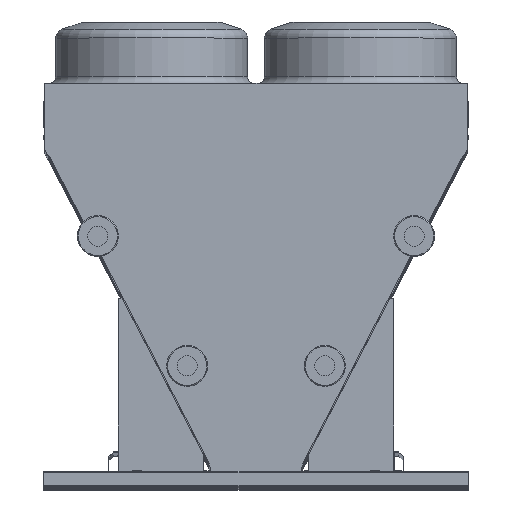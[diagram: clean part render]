
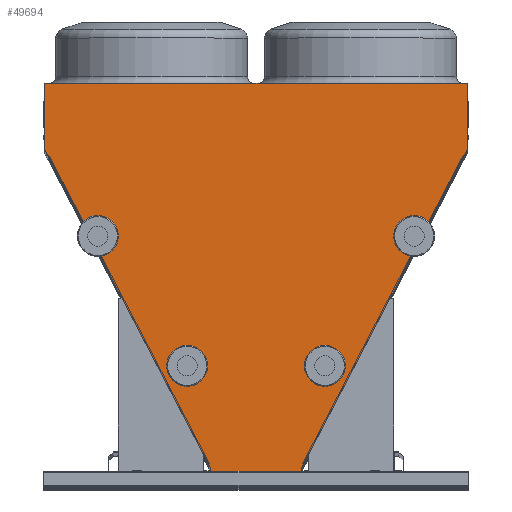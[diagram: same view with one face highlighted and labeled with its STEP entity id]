
A CAD part, top view. The second image highlights one B-rep face of the part: STEP entity #49694.
In plain terms, the highlighted planar face has unit normal (0, 0, 1).
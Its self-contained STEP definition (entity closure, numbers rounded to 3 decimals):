
#69 = ORIENTED_EDGE ( 'NONE', *, *, #39662, .T. ) ;
#131 = VERTEX_POINT ( 'NONE', #35723 ) ;
#380 = CARTESIAN_POINT ( 'NONE',  ( -279.893, 1.482, 0. ) ) ;
#580 = ORIENTED_EDGE ( 'NONE', *, *, #25807, .T. ) ;
#1262 = LINE ( 'NONE', #14735, #48850 ) ;
#1324 = DIRECTION ( 'NONE',  ( -1., 0., 0. ) ) ;
#1867 = LINE ( 'NONE', #49190, #37904 ) ;
#2331 = DIRECTION ( 'NONE',  ( 0., 1., 0. ) ) ;
#2456 = LINE ( 'NONE', #33265, #47317 ) ;
#2711 = VECTOR ( 'NONE', #13419, 1000. ) ;
#3290 = LINE ( 'NONE', #15170, #48169 ) ;
#3349 = LINE ( 'NONE', #51349, #12151 ) ;
#3451 = ORIENTED_EDGE ( 'NONE', *, *, #11741, .T. ) ;
#3669 = VECTOR ( 'NONE', #14714, 1000. ) ;
#4266 = CARTESIAN_POINT ( 'NONE',  ( 279.893, 1.482, 0. ) ) ;
#4377 = VERTEX_POINT ( 'NONE', #6343 ) ;
#4702 = EDGE_CURVE ( 'NONE', #10182, #131, #22862, .T. ) ;
#4933 = CARTESIAN_POINT ( 'NONE',  ( -246.893, 17.358, 0. ) ) ;
#6009 = AXIS2_PLACEMENT_3D ( 'NONE', #9851, #27350, #1324 ) ;
#6343 = CARTESIAN_POINT ( 'NONE',  ( -279.893, 0., 0. ) ) ;
#7125 = ORIENTED_EDGE ( 'NONE', *, *, #22038, .T. ) ;
#7385 = VECTOR ( 'NONE', #9303, 1000. ) ;
#7659 = ORIENTED_EDGE ( 'NONE', *, *, #13744, .T. ) ;
#8792 = DIRECTION ( 'NONE',  ( 0., -1., 0. ) ) ;
#9089 = VECTOR ( 'NONE', #48379, 1000. ) ;
#9303 = DIRECTION ( 'NONE',  ( 0., -1., 0. ) ) ;
#9342 = CARTESIAN_POINT ( 'NONE',  ( 245.39, 20.232, 0. ) ) ;
#9723 = EDGE_CURVE ( 'NONE', #23022, #38541, #1262, .T. ) ;
#9851 = CARTESIAN_POINT ( 'NONE',  ( 0., 0., 0. ) ) ;
#9996 = DIRECTION ( 'NONE',  ( 0., -1., 0. ) ) ;
#10027 = EDGE_CURVE ( 'NONE', #38541, #11397, #44038, .T. ) ;
#10182 = VERTEX_POINT ( 'NONE', #40385 ) ;
#10319 = CARTESIAN_POINT ( 'NONE',  ( 1127.607, 1711.053, 0. ) ) ;
#10450 = LINE ( 'NONE', #13566, #9089 ) ;
#10855 = CARTESIAN_POINT ( 'NONE',  ( 1136.15, 2083.62, 0. ) ) ;
#11272 = VECTOR ( 'NONE', #8792, 1000. ) ;
#11397 = VERTEX_POINT ( 'NONE', #24087 ) ;
#11741 = EDGE_CURVE ( 'NONE', #131, #54970, #10450, .T. ) ;
#11795 = DIRECTION ( 'NONE',  ( -1., 0., 0. ) ) ;
#12151 = VECTOR ( 'NONE', #12342, 1000. ) ;
#12342 = DIRECTION ( 'NONE',  ( 1., 0., 0. ) ) ;
#12368 = CARTESIAN_POINT ( 'NONE',  ( 279.893, 0., 0. ) ) ;
#12580 = EDGE_CURVE ( 'NONE', #13256, #32053, #17029, .T. ) ;
#12586 = ORIENTED_EDGE ( 'NONE', *, *, #4702, .T. ) ;
#13140 = VERTEX_POINT ( 'NONE', #34433 ) ;
#13212 = DIRECTION ( 'NONE',  ( 0.462, 0.887, 0. ) ) ;
#13256 = VERTEX_POINT ( 'NONE', #9342 ) ;
#13419 = DIRECTION ( 'NONE',  ( -1., 0., 0. ) ) ;
#13566 = CARTESIAN_POINT ( 'NONE',  ( -1127.739, 1711.053, 0. ) ) ;
#13744 = EDGE_CURVE ( 'NONE', #11397, #47258, #18944, .T. ) ;
#14381 = CARTESIAN_POINT ( 'NONE',  ( -279.893, 1.482, 0. ) ) ;
#14714 = DIRECTION ( 'NONE',  ( 0., 1., 0. ) ) ;
#14735 = CARTESIAN_POINT ( 'NONE',  ( -245.403, 20.223, 0. ) ) ;
#15170 = CARTESIAN_POINT ( 'NONE',  ( -1127.739, 1711.053, 0. ) ) ;
#15353 = EDGE_CURVE ( 'NONE', #47302, #10182, #2456, .T. ) ;
#15663 = VECTOR ( 'NONE', #13212, 1000. ) ;
#16798 = FACE_OUTER_BOUND ( 'NONE', #52116, .T. ) ;
#17029 = LINE ( 'NONE', #39251, #15663 ) ;
#17352 = CARTESIAN_POINT ( 'NONE',  ( 246.893, 1.482, 0. ) ) ;
#17656 = CARTESIAN_POINT ( 'NONE',  ( -246.893, 1.482, 0. ) ) ;
#17937 = VECTOR ( 'NONE', #51979, 1000. ) ;
#18216 = VECTOR ( 'NONE', #19780, 1000. ) ;
#18562 = PLANE ( 'NONE',  #6009 ) ;
#18710 = CARTESIAN_POINT ( 'NONE',  ( -279.893, 0., 0. ) ) ;
#18944 = LINE ( 'NONE', #4933, #7385 ) ;
#19214 = ORIENTED_EDGE ( 'NONE', *, *, #21184, .T. ) ;
#19306 = LINE ( 'NONE', #4266, #17937 ) ;
#19780 = DIRECTION ( 'NONE',  ( 0., 1., 0. ) ) ;
#21008 = CARTESIAN_POINT ( 'NONE',  ( -246.893, 17.358, 0. ) ) ;
#21119 = ORIENTED_EDGE ( 'NONE', *, *, #15353, .T. ) ;
#21184 = EDGE_CURVE ( 'NONE', #47258, #36922, #27215, .T. ) ;
#21194 = DIRECTION ( 'NONE',  ( -0.461, -0.887, 0. ) ) ;
#22038 = EDGE_CURVE ( 'NONE', #55527, #47302, #31182, .T. ) ;
#22049 = EDGE_CURVE ( 'NONE', #42699, #48920, #52942, .T. ) ;
#22218 = LINE ( 'NONE', #10319, #55570 ) ;
#22862 = LINE ( 'NONE', #39200, #11272 ) ;
#23022 = VERTEX_POINT ( 'NONE', #53478 ) ;
#23992 = ORIENTED_EDGE ( 'NONE', *, *, #41011, .T. ) ;
#24087 = CARTESIAN_POINT ( 'NONE',  ( -246.893, 17.358, 0. ) ) ;
#24183 = CARTESIAN_POINT ( 'NONE',  ( 279.893, 0., 0. ) ) ;
#24457 = LINE ( 'NONE', #36721, #46177 ) ;
#24856 = ORIENTED_EDGE ( 'NONE', *, *, #33170, .T. ) ;
#24903 = ORIENTED_EDGE ( 'NONE', *, *, #9723, .T. ) ;
#25807 = EDGE_CURVE ( 'NONE', #48920, #56036, #19306, .T. ) ;
#27215 = LINE ( 'NONE', #380, #2711 ) ;
#27350 = DIRECTION ( 'NONE',  ( 0., 0., -1. ) ) ;
#28227 = ORIENTED_EDGE ( 'NONE', *, *, #12580, .T. ) ;
#30609 = ORIENTED_EDGE ( 'NONE', *, *, #39441, .T. ) ;
#31182 = LINE ( 'NONE', #10855, #41355 ) ;
#31366 = CARTESIAN_POINT ( 'NONE',  ( -1127.739, 1711.053, 0. ) ) ;
#31792 = DIRECTION ( 'NONE',  ( 0.462, 0.887, 0. ) ) ;
#31824 = ORIENTED_EDGE ( 'NONE', *, *, #48017, .T. ) ;
#32053 = VERTEX_POINT ( 'NONE', #48900 ) ;
#32454 = VECTOR ( 'NONE', #21194, 1000. ) ;
#33170 = EDGE_CURVE ( 'NONE', #56036, #13140, #52630, .T. ) ;
#33265 = CARTESIAN_POINT ( 'NONE',  ( -1136.282, 2083.62, 0. ) ) ;
#34433 = CARTESIAN_POINT ( 'NONE',  ( 246.893, 17.358, 0. ) ) ;
#35289 = CARTESIAN_POINT ( 'NONE',  ( -245.403, 20.223, 0. ) ) ;
#35723 = CARTESIAN_POINT ( 'NONE',  ( -1136.282, 1727.462, 0. ) ) ;
#36721 = CARTESIAN_POINT ( 'NONE',  ( 1127.607, 1711.053, 0. ) ) ;
#36922 = VERTEX_POINT ( 'NONE', #14381 ) ;
#36928 = EDGE_CURVE ( 'NONE', #13140, #13256, #1867, .T. ) ;
#37224 = DIRECTION ( 'NONE',  ( 0.887, 0.462, 0. ) ) ;
#37904 = VECTOR ( 'NONE', #53548, 1000. ) ;
#38473 = ORIENTED_EDGE ( 'NONE', *, *, #22049, .T. ) ;
#38541 = VERTEX_POINT ( 'NONE', #35289 ) ;
#38842 = ORIENTED_EDGE ( 'NONE', *, *, #10027, .T. ) ;
#39200 = CARTESIAN_POINT ( 'NONE',  ( -1136.282, 1727.462, 0. ) ) ;
#39251 = CARTESIAN_POINT ( 'NONE',  ( 245.39, 20.232, 0. ) ) ;
#39441 = EDGE_CURVE ( 'NONE', #32053, #51992, #24457, .T. ) ;
#39662 = EDGE_CURVE ( 'NONE', #4377, #42699, #3349, .T. ) ;
#40385 = CARTESIAN_POINT ( 'NONE',  ( -1136.282, 2083.62, 0. ) ) ;
#40802 = LINE ( 'NONE', #18710, #51028 ) ;
#41011 = EDGE_CURVE ( 'NONE', #51992, #55527, #22218, .T. ) ;
#41081 = DIRECTION ( 'NONE',  ( 0.887, -0.462, 0. ) ) ;
#41355 = VECTOR ( 'NONE', #2331, 1000. ) ;
#41762 = ORIENTED_EDGE ( 'NONE', *, *, #36928, .T. ) ;
#42699 = VERTEX_POINT ( 'NONE', #12368 ) ;
#44038 = LINE ( 'NONE', #21008, #32454 ) ;
#45167 = DIRECTION ( 'NONE',  ( 0.462, -0.887, 0. ) ) ;
#45323 = CARTESIAN_POINT ( 'NONE',  ( 1127.607, 1711.053, 0. ) ) ;
#46177 = VECTOR ( 'NONE', #41081, 1000. ) ;
#46930 = CARTESIAN_POINT ( 'NONE',  ( 279.893, 1.482, 0. ) ) ;
#47258 = VERTEX_POINT ( 'NONE', #17656 ) ;
#47302 = VERTEX_POINT ( 'NONE', #48294 ) ;
#47317 = VECTOR ( 'NONE', #11795, 1000. ) ;
#48017 = EDGE_CURVE ( 'NONE', #36922, #4377, #40802, .T. ) ;
#48169 = VECTOR ( 'NONE', #37224, 1000. ) ;
#48294 = CARTESIAN_POINT ( 'NONE',  ( 1136.15, 2083.62, 0. ) ) ;
#48379 = DIRECTION ( 'NONE',  ( 0.462, -0.887, 0. ) ) ;
#48850 = VECTOR ( 'NONE', #45167, 1000. ) ;
#48900 = CARTESIAN_POINT ( 'NONE',  ( 1126.218, 1711.776, 0. ) ) ;
#48920 = VERTEX_POINT ( 'NONE', #46930 ) ;
#49190 = CARTESIAN_POINT ( 'NONE',  ( 246.893, 17.358, 0. ) ) ;
#49342 = CARTESIAN_POINT ( 'NONE',  ( 246.893, 17.358, 0. ) ) ;
#49694 = ADVANCED_FACE ( 'NONE', ( #16798 ), #18562, .F. ) ;
#51028 = VECTOR ( 'NONE', #9996, 1000. ) ;
#51349 = CARTESIAN_POINT ( 'NONE',  ( 279.893, 0., 0. ) ) ;
#51979 = DIRECTION ( 'NONE',  ( -1., 0., 0. ) ) ;
#51992 = VERTEX_POINT ( 'NONE', #45323 ) ;
#52116 = EDGE_LOOP ( 'NONE', ( #12586, #3451, #52497, #24903, #38842, #7659, #19214, #31824, #69, #38473, #580, #24856, #41762, #28227, #30609, #23992, #7125, #21119 ) ) ;
#52497 = ORIENTED_EDGE ( 'NONE', *, *, #53109, .T. ) ;
#52591 = CARTESIAN_POINT ( 'NONE',  ( 1136.15, 1727.462, 0. ) ) ;
#52630 = LINE ( 'NONE', #49342, #3669 ) ;
#52942 = LINE ( 'NONE', #24183, #18216 ) ;
#53109 = EDGE_CURVE ( 'NONE', #54970, #23022, #3290, .T. ) ;
#53478 = CARTESIAN_POINT ( 'NONE',  ( -1126.246, 1711.83, 0. ) ) ;
#53548 = DIRECTION ( 'NONE',  ( -0.463, 0.886, 0. ) ) ;
#54970 = VERTEX_POINT ( 'NONE', #31366 ) ;
#55527 = VERTEX_POINT ( 'NONE', #52591 ) ;
#55570 = VECTOR ( 'NONE', #31792, 1000. ) ;
#56036 = VERTEX_POINT ( 'NONE', #17352 ) ;
